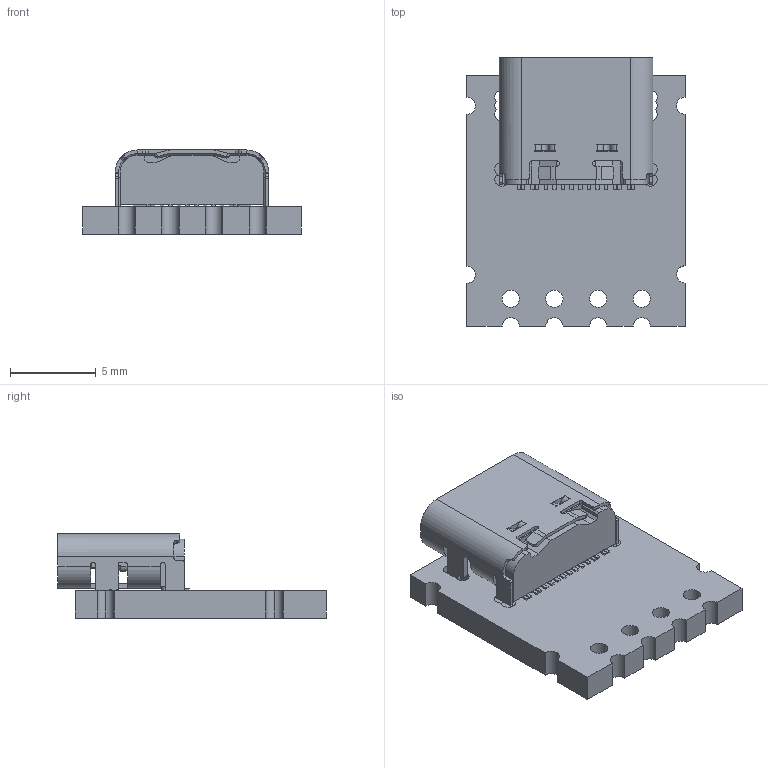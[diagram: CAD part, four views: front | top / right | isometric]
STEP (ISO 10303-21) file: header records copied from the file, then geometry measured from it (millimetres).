
FILE_DESCRIPTION(('KiCad electronic assembly'),'2;1');
FILE_NAME('type-C-Breakout.step','2024-03-19T21:24:27',('Pcbnew'),( 'Kicad'),'Open CASCADE STEP processor 7.6','KiCad to STEP converter' ,'Unknown');
FILE_SCHEMA(('AUTOMOTIVE_DESIGN { 1 0 10303 214 1 1 1 1 }'));
Length unit declared in the file: millimetre
Products named in the file (4): type-C-Breakout 1; TYPE-C 16PIN 2MD -073---3DModel-STEP-269445; COMPOUND; PCB
Assembly tree (3 placements, depth 3):
  type-C-Breakout 1
    TYPE-C 16PIN 2MD -073---3DModel-STEP-269445
      COMPOUND
    PCB
Bounding box: 12.7 x 15.61 x 4.89 mm (x, y, z)
Volume: 394.3 mm3; surface area: 990.9 mm2
Topology: 31 solids, 31 shells, 853 faces, 2176 edges, 1382 vertices
Faces by surface type: plane 577, cylinder 217, cone 47, sphere 4, torus 4, bspline 4
Full cylindrical faces by diameter (mm): 1 x4
Entity records: 58402 total; most frequent: CARTESIAN_POINT 13453, DIRECTION 8204, LINE 5382, VECTOR 5382, ORIENTED_EDGE 4324, PCURVE 4324, DEFINITIONAL_REPRESENTATION 4324, EDGE_CURVE 2162
